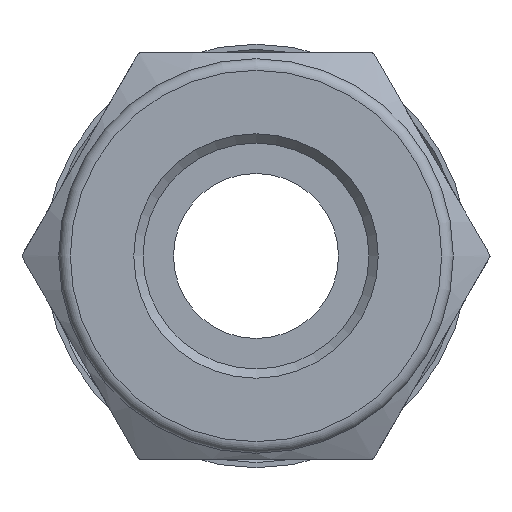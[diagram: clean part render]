
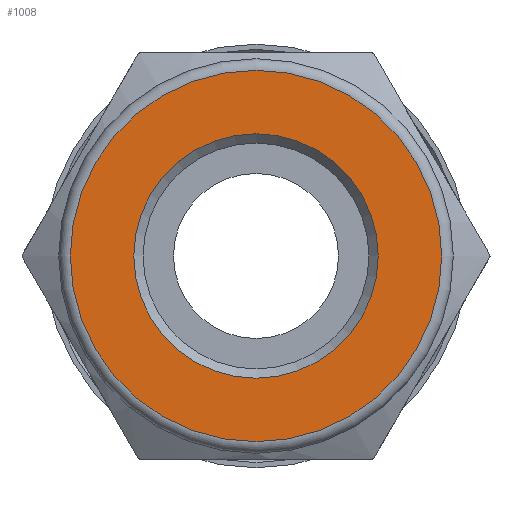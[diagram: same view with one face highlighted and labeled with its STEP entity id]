
A CAD part, left-side view. The second image highlights one B-rep face of the part: STEP entity #1008.
In plain terms, the highlighted planar face has unit normal (-1, 0, 0).
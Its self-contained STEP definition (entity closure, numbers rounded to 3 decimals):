
#64=FACE_BOUND('',#245,.T.);
#96=CIRCLE('',#1109,8.);
#110=CIRCLE('',#1135,5.265);
#174=FACE_OUTER_BOUND('',#244,.T.);
#244=EDGE_LOOP('',(#808));
#245=EDGE_LOOP('',(#809));
#446=VERTEX_POINT('',#1663);
#458=VERTEX_POINT('',#1709);
#559=EDGE_CURVE('',#446,#446,#96,.T.);
#581=EDGE_CURVE('',#458,#458,#110,.T.);
#808=ORIENTED_EDGE('',*,*,#559,.F.);
#809=ORIENTED_EDGE('',*,*,#581,.T.);
#963=PLANE('',#1136);
#1008=ADVANCED_FACE('',(#174,#64),#963,.T.);
#1109=AXIS2_PLACEMENT_3D('',#1665,#1316,#1317);
#1135=AXIS2_PLACEMENT_3D('',#1711,#1376,#1377);
#1136=AXIS2_PLACEMENT_3D('',#1712,#1378,#1379);
#1316=DIRECTION('center_axis',(1.,0.,0.));
#1317=DIRECTION('ref_axis',(0.,0.,-1.));
#1376=DIRECTION('center_axis',(1.,0.,0.));
#1377=DIRECTION('ref_axis',(0.,0.,-1.));
#1378=DIRECTION('center_axis',(-1.,0.,0.));
#1379=DIRECTION('ref_axis',(0.,0.,1.));
#1663=CARTESIAN_POINT('',(0.,0.,8.));
#1665=CARTESIAN_POINT('Origin',(0.,0.,
0.));
#1709=CARTESIAN_POINT('',(0.,-5.265,0.));
#1711=CARTESIAN_POINT('Origin',(0.,0.,
0.));
#1712=CARTESIAN_POINT('Origin',(0.,8.,0.));
